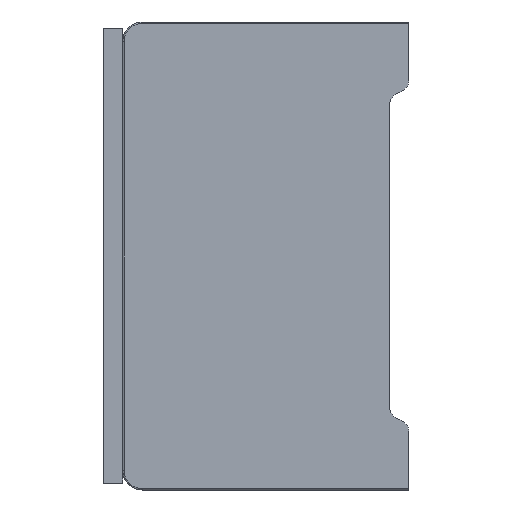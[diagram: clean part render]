
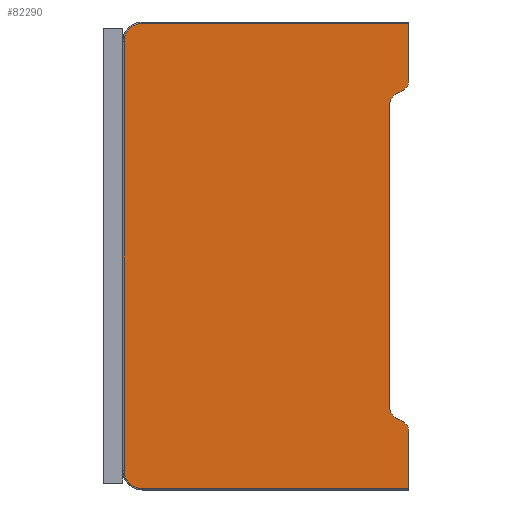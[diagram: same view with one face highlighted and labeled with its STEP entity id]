
A CAD part, left-side view. The second image highlights one B-rep face of the part: STEP entity #82290.
In plain terms, the highlighted planar face has unit normal (-1, 0, 0).
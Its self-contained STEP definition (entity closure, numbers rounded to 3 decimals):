
#12599=DIRECTION('',(0.,1.,0.));
#12600=VECTOR('',#12599,41.);
#12601=CARTESIAN_POINT('',(0.,0.,-0.2));
#12602=LINE('',#12601,#12600);
#12607=DIRECTION('',(0.,0.,1.));
#12608=VECTOR('',#12607,8.801);
#12609=CARTESIAN_POINT('',(0.,0.,
-9.001));
#12610=LINE('',#12609,#12608);
#12645=DIRECTION('',(0.,0.,1.));
#12646=VECTOR('',#12645,46.226);
#12647=CARTESIAN_POINT('',(0.,3.,-59.113));
#12648=LINE('',#12647,#12646);
#12733=DIRECTION('',(0.,0.,1.));
#12734=VECTOR('',#12733,8.801);
#12735=CARTESIAN_POINT('',(0.,0.,-71.8));
#12736=LINE('',#12735,#12734);
#12745=CARTESIAN_POINT('',(0.,1.732,-9.));
#12746=DIRECTION('',(1.,0.,0.));
#12747=DIRECTION('',(0.,-1.,-0.001));
#12748=AXIS2_PLACEMENT_3D('',#12745,#12746,#12747);
#12750=DIRECTION('',(0.,0.866,-0.5));
#12751=VECTOR('',#12750,1.31);
#12752=CARTESIAN_POINT('',(0.,0.865,
-10.5));
#12753=LINE('',#12752,#12751);
#12754=CARTESIAN_POINT('',(0.,1.,-12.887));
#12755=DIRECTION('',(-1.,0.,0.));
#12756=DIRECTION('',(0.,0.5,0.866));
#12757=AXIS2_PLACEMENT_3D('',#12754,#12755,#12756);
#12759=CARTESIAN_POINT('',(0.,1.,-59.113));
#12760=DIRECTION('',(-1.,0.,0.));
#12761=DIRECTION('',(0.,1.,0.));
#12762=AXIS2_PLACEMENT_3D('',#12759,#12760,#12761);
#12764=DIRECTION('',(0.,-0.866,-0.5));
#12765=VECTOR('',#12764,1.311);
#12766=CARTESIAN_POINT('',(0.,2.,
-60.845));
#12767=LINE('',#12766,#12765);
#12768=CARTESIAN_POINT('',(0.,1.73,-62.999));
#12769=DIRECTION('',(1.,0.,0.));
#12770=DIRECTION('',(0.,-0.5,0.866));
#12771=AXIS2_PLACEMENT_3D('',#12768,#12769,#12770);
#12773=CARTESIAN_POINT('',(0.,41.,-69.));
#12774=DIRECTION('',(1.,0.,0.));
#12775=DIRECTION('',(0.,0.,-1.));
#12776=AXIS2_PLACEMENT_3D('',#12773,#12774,#12775);
#12778=CARTESIAN_POINT('',(0.,41.,-3.));
#12779=DIRECTION('',(1.,0.,0.));
#12780=DIRECTION('',(0.,1.,0.));
#12781=AXIS2_PLACEMENT_3D('',#12778,#12779,#12780);
#12795=DIRECTION('',(0.,-1.,0.));
#12796=VECTOR('',#12795,41.);
#12797=CARTESIAN_POINT('',(0.,41.,
-71.8));
#12798=LINE('',#12797,#12796);
#13030=DIRECTION('',(0.,0.,-1.));
#13031=VECTOR('',#13030,66.);
#13032=CARTESIAN_POINT('',(0.,43.8,
-3.));
#13033=LINE('',#13032,#13031);
#55326=CARTESIAN_POINT('',(0.,0.,-62.999));
#55328=VERTEX_POINT('',#55326);
#55331=CARTESIAN_POINT('',(0.,0.,-71.8));
#55332=VERTEX_POINT('',#55331);
#55333=CARTESIAN_POINT('',(0.,0.865,
-61.501));
#55334=VERTEX_POINT('',#55333);
#55337=CARTESIAN_POINT('',(0.,0.,-0.2));
#55338=CARTESIAN_POINT('',(0.,41.,
-0.2));
#55339=VERTEX_POINT('',#55337);
#55340=VERTEX_POINT('',#55338);
#55341=CARTESIAN_POINT('',(0.,0.,
-9.001));
#55342=VERTEX_POINT('',#55341);
#55343=CARTESIAN_POINT('',(0.,0.865,
-10.499));
#55344=VERTEX_POINT('',#55343);
#55345=CARTESIAN_POINT('',(0.,2.,
-11.155));
#55346=VERTEX_POINT('',#55345);
#55347=CARTESIAN_POINT('',(0.,3.,-12.887));
#55348=VERTEX_POINT('',#55347);
#55349=CARTESIAN_POINT('',(0.,3.,-59.113));
#55350=VERTEX_POINT('',#55349);
#55351=CARTESIAN_POINT('',(0.,2.,
-60.845));
#55352=VERTEX_POINT('',#55351);
#55353=CARTESIAN_POINT('',(0.,41.,
-71.8));
#55354=VERTEX_POINT('',#55353);
#55355=CARTESIAN_POINT('',(0.,43.8,
-69.));
#55356=VERTEX_POINT('',#55355);
#55357=CARTESIAN_POINT('',(0.,43.8,
-3.));
#55358=VERTEX_POINT('',#55357);
#82264=CARTESIAN_POINT('',(0.,21.9,-36.));
#82265=DIRECTION('',(1.,0.,0.));
#82266=DIRECTION('',(0.,0.,1.));
#82267=AXIS2_PLACEMENT_3D('',#82264,#82265,#82266);
#82268=PLANE('',#82267);
#82269=ORIENTED_EDGE('',*,*,#82089,.F.);
#82270=ORIENTED_EDGE('',*,*,#82103,.F.);
#82271=ORIENTED_EDGE('',*,*,#82121,.T.);
#82272=ORIENTED_EDGE('',*,*,#82136,.T.);
#82273=ORIENTED_EDGE('',*,*,#82151,.T.);
#82274=ORIENTED_EDGE('',*,*,#82169,.F.);
#82276=ORIENTED_EDGE('',*,*,#82275,.T.);
#82278=ORIENTED_EDGE('',*,*,#82277,.T.);
#82279=ORIENTED_EDGE('',*,*,#82256,.T.);
#82280=ORIENTED_EDGE('',*,*,#82245,.F.);
#82282=ORIENTED_EDGE('',*,*,#82281,.F.);
#82284=ORIENTED_EDGE('',*,*,#82283,.T.);
#82286=ORIENTED_EDGE('',*,*,#82285,.F.);
#82287=ORIENTED_EDGE('',*,*,#82075,.T.);
#82288=EDGE_LOOP('',(#82269,#82270,#82271,#82272,#82273,#82274,#82276,#82278,
#82279,#82280,#82282,#82284,#82286,#82287));
#82289=FACE_OUTER_BOUND('',#82288,.F.);
#12749=CIRCLE('',#12748,1.732);
#12758=CIRCLE('',#12757,2.);
#12763=CIRCLE('',#12762,2.);
#12772=CIRCLE('',#12771,1.73);
#12777=CIRCLE('',#12776,2.8);
#12782=CIRCLE('',#12781,2.8);
#82075=EDGE_CURVE('',#55358,#55340,#12782,.T.);
#82089=EDGE_CURVE('',#55339,#55340,#12602,.T.);
#82103=EDGE_CURVE('',#55342,#55339,#12610,.T.);
#82121=EDGE_CURVE('',#55342,#55344,#12749,.T.);
#82136=EDGE_CURVE('',#55344,#55346,#12753,.T.);
#82151=EDGE_CURVE('',#55346,#55348,#12758,.T.);
#82169=EDGE_CURVE('',#55350,#55348,#12648,.T.);
#82245=EDGE_CURVE('',#55332,#55328,#12736,.T.);
#82256=EDGE_CURVE('',#55334,#55328,#12772,.T.);
#82275=EDGE_CURVE('',#55350,#55352,#12763,.T.);
#82277=EDGE_CURVE('',#55352,#55334,#12767,.T.);
#82281=EDGE_CURVE('',#55354,#55332,#12798,.T.);
#82283=EDGE_CURVE('',#55354,#55356,#12777,.T.);
#82285=EDGE_CURVE('',#55358,#55356,#13033,.T.);
#82290=ADVANCED_FACE('',(#82289),#82268,.F.);
